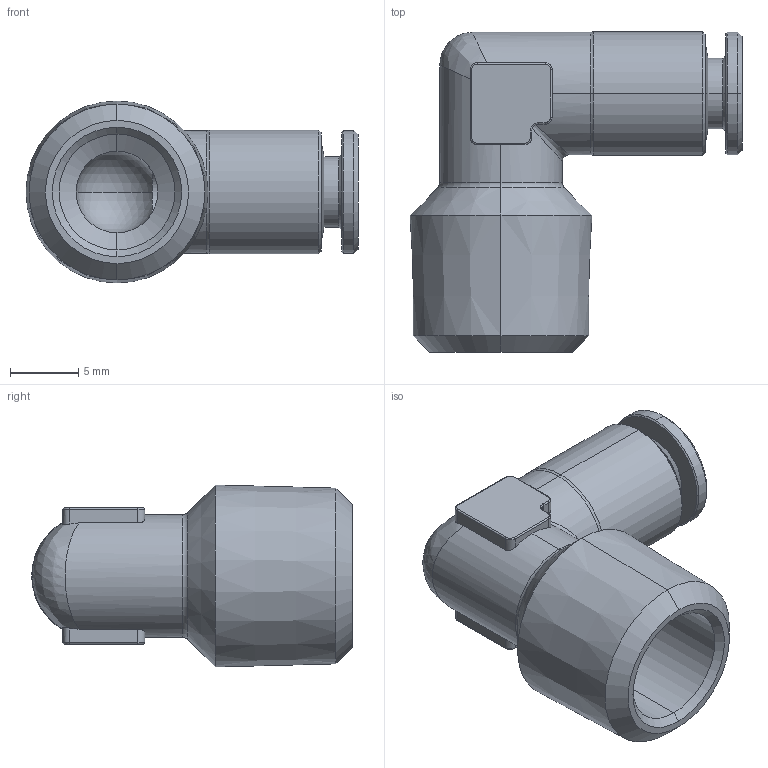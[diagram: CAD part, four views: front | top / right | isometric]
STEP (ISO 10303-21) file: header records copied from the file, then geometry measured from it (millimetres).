
FILE_DESCRIPTION (( 'STEP AP203' ), '1' );
FILE_NAME ('A0040012.STEP', '2016-02-23T13:25:32', ( '' ), ( '' ), 'SwSTEP 2.0', 'SolidWorks 2015', '' );
FILE_SCHEMA (( 'CONFIG_CONTROL_DESIGN' ));
Length unit declared in the file: millimetre
Products named in the file (1): A0040012
Bounding box: 24.38 x 23.55 x 13.37 mm (x, y, z)
Volume: 2037.6 mm3; surface area: 2073.7 mm2
Topology: 1 solids, 1 shells, 106 faces, 247 edges, 143 vertices
Faces by surface type: cylinder 42, cone 24, torus 18, plane 18, sphere 2, bspline 2
Entity records: 3267 total; most frequent: CARTESIAN_POINT 760, DIRECTION 552, ORIENTED_EDGE 490, EDGE_CURVE 245, AXIS2_PLACEMENT_3D 227, VERTEX_POINT 143, CIRCLE 122, EDGE_LOOP 110
